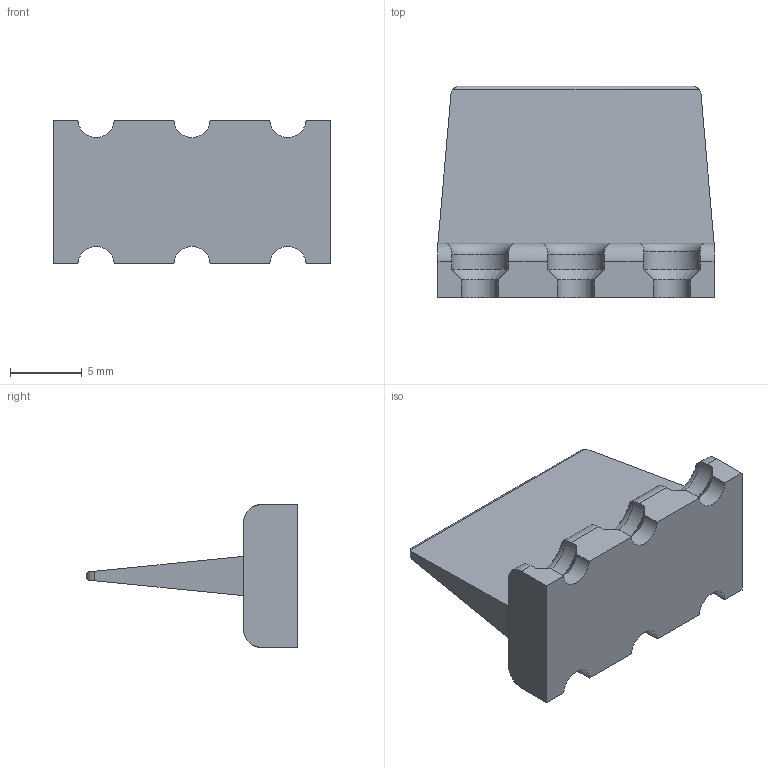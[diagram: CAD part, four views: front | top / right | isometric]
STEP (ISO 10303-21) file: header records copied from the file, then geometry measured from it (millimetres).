
FILE_DESCRIPTION((''),'2;1');
FILE_NAME('AWP-6P','2019-06-28T',('Peter.Yang'),(''),'PRO/ENGINEER BY PARAMETRIC TECHNOLOGY CORPORATION, 2016360','PRO/ENGINEER BY PARAMETRIC TECHNOLOGY CORPORATION, 2016360','');
FILE_SCHEMA(('CONFIG_CONTROL_DESIGN'));
Length unit declared in the file: millimetre
Products named in the file (1): AWP-6P
Bounding box: 19.3 x 14.8 x 10 mm (x, y, z)
Volume: 959.5 mm3; surface area: 980.4 mm2
Topology: 1 solids, 1 shells, 52 faces, 148 edges, 98 vertices
Faces by surface type: cylinder 23, plane 17, cone 6, torus 6
Entity records: 1960 total; most frequent: CARTESIAN_POINT 618, ORIENTED_EDGE 296, DIRECTION 242, EDGE_CURVE 148, VERTEX_POINT 98, AXIS2_PLACEMENT_3D 86, VECTOR 70, LINE 70
